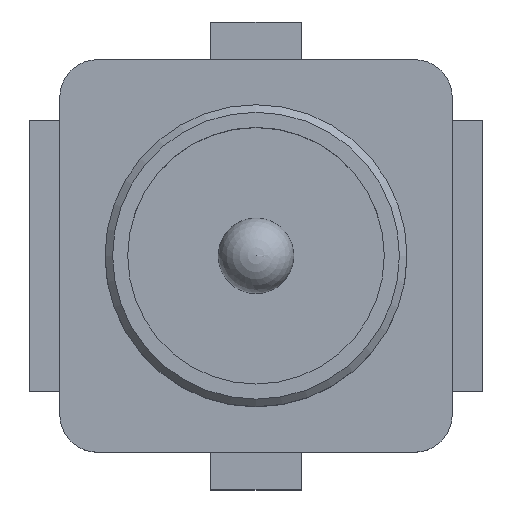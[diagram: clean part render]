
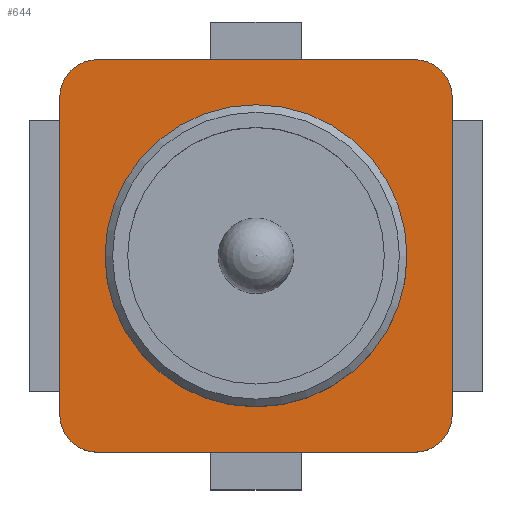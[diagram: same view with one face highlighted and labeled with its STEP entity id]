
A CAD part, top view. The second image highlights one B-rep face of the part: STEP entity #644.
In plain terms, the highlighted planar face has unit normal (0, 0, 1).
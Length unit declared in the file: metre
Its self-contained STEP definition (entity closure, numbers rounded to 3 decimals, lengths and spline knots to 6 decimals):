
#25=CIRCLE('',#921,0.001);
#26=CIRCLE('',#922,0.00025);
#27=CIRCLE('',#923,0.00025);
#28=CIRCLE('',#924,0.00025);
#29=CIRCLE('',#925,0.00025);
#52=ORIENTED_EDGE('',*,*,#218,.T.);
#53=ORIENTED_EDGE('',*,*,#219,.T.);
#54=ORIENTED_EDGE('',*,*,#220,.T.);
#55=ORIENTED_EDGE('',*,*,#221,.T.);
#56=ORIENTED_EDGE('',*,*,#222,.T.);
#57=ORIENTED_EDGE('',*,*,#223,.T.);
#58=ORIENTED_EDGE('',*,*,#224,.T.);
#59=ORIENTED_EDGE('',*,*,#225,.T.);
#60=ORIENTED_EDGE('',*,*,#226,.T.);
#218=EDGE_CURVE('',#301,#301,#25,.T.);
#219=EDGE_CURVE('',#302,#303,#360,.T.);
#220=EDGE_CURVE('',#303,#304,#26,.T.);
#221=EDGE_CURVE('',#304,#305,#361,.T.);
#222=EDGE_CURVE('',#305,#306,#27,.T.);
#223=EDGE_CURVE('',#306,#307,#362,.T.);
#224=EDGE_CURVE('',#307,#308,#28,.T.);
#225=EDGE_CURVE('',#308,#309,#363,.T.);
#226=EDGE_CURVE('',#309,#302,#29,.T.);
#301=VERTEX_POINT('',#1176);
#302=VERTEX_POINT('',#1178);
#303=VERTEX_POINT('',#1179);
#304=VERTEX_POINT('',#1181);
#305=VERTEX_POINT('',#1183);
#306=VERTEX_POINT('',#1185);
#307=VERTEX_POINT('',#1187);
#308=VERTEX_POINT('',#1189);
#309=VERTEX_POINT('',#1191);
#360=LINE('',#1177,#424);
#361=LINE('',#1182,#425);
#362=LINE('',#1186,#426);
#363=LINE('',#1190,#427);
#424=VECTOR('',#993,1.);
#425=VECTOR('',#996,1.);
#426=VECTOR('',#999,1.);
#427=VECTOR('',#1002,1.);
#482=EDGE_LOOP('',(#52));
#483=EDGE_LOOP('',(#53,#54,#55,#56,#57,#58,#59,#60));
#532=FACE_BOUND('',#482,.T.);
#533=FACE_BOUND('',#483,.T.);
#582=PLANE('',#920);
#644=ADVANCED_FACE('',(#532,#533),#582,.T.);
#920=AXIS2_PLACEMENT_3D('',#1174,#989,#990);
#921=AXIS2_PLACEMENT_3D('',#1175,#991,#992);
#922=AXIS2_PLACEMENT_3D('',#1180,#994,#995);
#923=AXIS2_PLACEMENT_3D('',#1184,#997,#998);
#924=AXIS2_PLACEMENT_3D('',#1188,#1000,#1001);
#925=AXIS2_PLACEMENT_3D('',#1192,#1003,#1004);
#989=DIRECTION('',(0.,0.,1.));
#990=DIRECTION('',(1.,0.,0.));
#991=DIRECTION('',(0.,0.,-1.));
#992=DIRECTION('',(-1.,0.,0.));
#993=DIRECTION('',(1.,0.,0.));
#994=DIRECTION('',(0.,0.,1.));
#995=DIRECTION('',(0.,-1.,0.));
#996=DIRECTION('',(0.,1.,0.));
#997=DIRECTION('',(0.,0.,1.));
#998=DIRECTION('',(1.,0.,0.));
#999=DIRECTION('',(-1.,0.,0.));
#1000=DIRECTION('',(0.,0.,1.));
#1001=DIRECTION('',(0.,1.,0.));
#1002=DIRECTION('',(0.,-1.,0.));
#1003=DIRECTION('',(0.,0.,1.));
#1004=DIRECTION('',(-1.,0.,0.));
#1174=CARTESIAN_POINT('',(0.,0.,-0.0009));
#1175=CARTESIAN_POINT('',(0.,0.,-0.0009));
#1176=CARTESIAN_POINT('',(-0.001,0.,-0.0009));
#1177=CARTESIAN_POINT('',(-0.00105,-0.0013,-0.0009));
#1178=CARTESIAN_POINT('',(-0.00105,-0.0013,-0.0009));
#1179=CARTESIAN_POINT('',(0.00105,-0.0013,-0.0009));
#1180=CARTESIAN_POINT('',(0.00105,-0.00105,-0.0009));
#1181=CARTESIAN_POINT('',(0.0013,-0.00105,-0.0009));
#1182=CARTESIAN_POINT('',(0.0013,-0.00105,-0.0009));
#1183=CARTESIAN_POINT('',(0.0013,0.00105,-0.0009));
#1184=CARTESIAN_POINT('',(0.00105,0.00105,-0.0009));
#1185=CARTESIAN_POINT('',(0.00105,0.0013,-0.0009));
#1186=CARTESIAN_POINT('',(0.00105,0.0013,-0.0009));
#1187=CARTESIAN_POINT('',(-0.00105,0.0013,-0.0009));
#1188=CARTESIAN_POINT('',(-0.00105,0.00105,-0.0009));
#1189=CARTESIAN_POINT('',(-0.0013,0.00105,-0.0009));
#1190=CARTESIAN_POINT('',(-0.0013,0.00105,-0.0009));
#1191=CARTESIAN_POINT('',(-0.0013,-0.00105,-0.0009));
#1192=CARTESIAN_POINT('',(-0.00105,-0.00105,-0.0009));
